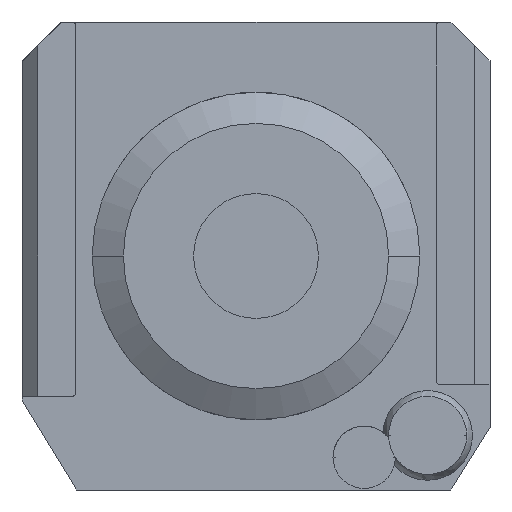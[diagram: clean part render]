
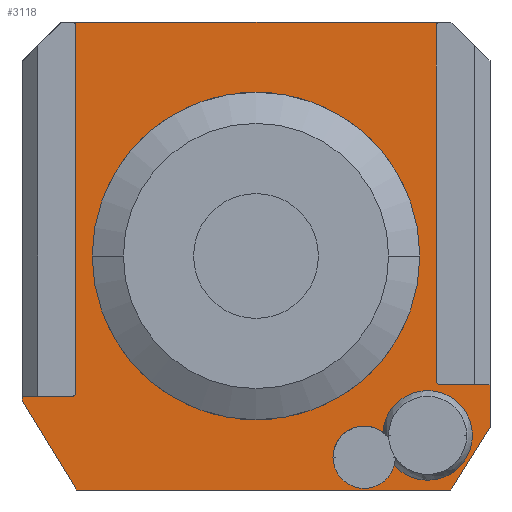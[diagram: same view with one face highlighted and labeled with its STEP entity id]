
A CAD part, left-side view. The second image highlights one B-rep face of the part: STEP entity #3118.
In plain terms, the highlighted planar face has unit normal (-1, 0, 0).
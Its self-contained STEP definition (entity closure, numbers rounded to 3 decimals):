
#59=DIRECTION('',(0.,-1.,0.));
#60=VECTOR('',#59,48.);
#61=CARTESIAN_POINT('',(-65.8,24.,30.));
#62=LINE('',#61,#60);
#207=DIRECTION('',(0.,0.,1.));
#208=VECTOR('',#207,0.5);
#209=CARTESIAN_POINT('',(-65.8,30.,-18.5));
#210=LINE('',#209,#208);
#219=DIRECTION('',(0.,-0.53,0.848));
#220=VECTOR('',#219,9.434);
#221=CARTESIAN_POINT('',(-65.8,-25.,-30.));
#222=LINE('',#221,#220);
#223=DIRECTION('',(0.,1.,0.));
#224=VECTOR('',#223,48.);
#225=CARTESIAN_POINT('',(-65.8,-25.,-30.));
#226=LINE('',#225,#224);
#227=DIRECTION('',(0.,-0.52,-0.854));
#228=VECTOR('',#227,13.463);
#229=CARTESIAN_POINT('',(-65.8,30.,-18.5));
#230=LINE('',#229,#228);
#231=DIRECTION('',(0.,1.,0.));
#232=VECTOR('',#231,6.);
#233=CARTESIAN_POINT('',(-65.8,24.,-18.));
#234=LINE('',#233,#232);
#235=DIRECTION('',(0.,0.,-1.));
#236=VECTOR('',#235,48.);
#237=CARTESIAN_POINT('',(-65.8,24.,30.));
#238=LINE('',#237,#236);
#239=DIRECTION('',(0.,1.,0.));
#240=VECTOR('',#239,6.);
#241=CARTESIAN_POINT('',(-65.8,-30.,-16.5));
#242=LINE('',#241,#240);
#243=CARTESIAN_POINT('',(-65.8,0.,0.));
#244=DIRECTION('',(1.,0.,0.));
#245=DIRECTION('',(0.,1.,0.));
#246=AXIS2_PLACEMENT_3D('',#243,#244,#245);
#248=CARTESIAN_POINT('',(-65.8,0.,0.));
#249=DIRECTION('',(1.,0.,0.));
#250=DIRECTION('',(0.,-1.,0.));
#251=AXIS2_PLACEMENT_3D('',#248,#249,#250);
#253=CARTESIAN_POINT('',(-65.8,-22.,-23.));
#254=DIRECTION('',(1.,0.,0.));
#255=DIRECTION('',(0.,-1.,0.));
#256=AXIS2_PLACEMENT_3D('',#253,#254,#255);
#258=CARTESIAN_POINT('',(-65.8,-22.,-23.));
#259=DIRECTION('',(1.,0.,0.));
#260=DIRECTION('',(0.,1.,0.));
#261=AXIS2_PLACEMENT_3D('',#258,#259,#260);
#263=CARTESIAN_POINT('',(-65.8,-13.869,-25.8));
#264=DIRECTION('',(1.,0.,0.));
#265=DIRECTION('',(0.,-1.,0.));
#266=AXIS2_PLACEMENT_3D('',#263,#264,#265);
#268=CARTESIAN_POINT('',(-65.8,-13.869,-25.8));
#269=DIRECTION('',(1.,0.,0.));
#270=DIRECTION('',(0.,1.,0.));
#271=AXIS2_PLACEMENT_3D('',#268,#269,#270);
#285=DIRECTION('',(0.,0.,1.));
#286=VECTOR('',#285,5.5);
#287=CARTESIAN_POINT('',(-65.8,-30.,-22.));
#288=LINE('',#287,#286);
#1697=DIRECTION('',(0.,0.,-1.));
#1698=VECTOR('',#1697,46.5);
#1699=CARTESIAN_POINT('',(-65.8,-24.,30.));
#1700=LINE('',#1699,#1698);
#2428=CARTESIAN_POINT('',(-65.8,23.,-30.));
#2430=VERTEX_POINT('',#2428);
#2433=CARTESIAN_POINT('',(-65.8,30.,-18.5));
#2434=VERTEX_POINT('',#2433);
#2436=CARTESIAN_POINT('',(-65.8,-30.,-22.));
#2438=VERTEX_POINT('',#2436);
#2441=CARTESIAN_POINT('',(-65.8,-25.,-30.));
#2442=VERTEX_POINT('',#2441);
#2472=CARTESIAN_POINT('',(-65.8,24.,30.));
#2474=VERTEX_POINT('',#2472);
#2475=CARTESIAN_POINT('',(-65.8,-24.,30.));
#2476=VERTEX_POINT('',#2475);
#2480=CARTESIAN_POINT('',(-65.8,24.,-18.));
#2482=VERTEX_POINT('',#2480);
#2483=CARTESIAN_POINT('',(-65.8,-24.,-16.5));
#2485=VERTEX_POINT('',#2483);
#2487=CARTESIAN_POINT('',(-65.8,30.,-18.));
#2488=VERTEX_POINT('',#2487);
#2489=CARTESIAN_POINT('',(-65.8,-30.,-16.5));
#2490=VERTEX_POINT('',#2489);
#2579=CARTESIAN_POINT('',(-65.8,18.1,0.));
#2580=CARTESIAN_POINT('',(-65.8,-18.1,0.));
#2581=VERTEX_POINT('',#2579);
#2582=VERTEX_POINT('',#2580);
#2619=CARTESIAN_POINT('',(-65.8,-27.754,-23.));
#2620=CARTESIAN_POINT('',(-65.8,-16.246,-23.));
#2621=VERTEX_POINT('',#2619);
#2622=VERTEX_POINT('',#2620);
#2647=CARTESIAN_POINT('',(-65.8,-15.869,-25.8));
#2648=CARTESIAN_POINT('',(-65.8,-11.869,-25.8));
#2649=VERTEX_POINT('',#2647);
#2650=VERTEX_POINT('',#2648);
#3077=CARTESIAN_POINT('',(-65.8,24.,30.));
#3078=DIRECTION('',(1.,0.,0.));
#3079=DIRECTION('',(0.,-1.,0.));
#3080=AXIS2_PLACEMENT_3D('',#3077,#3078,#3079);
#3081=PLANE('',#3080);
#3083=ORIENTED_EDGE('',*,*,#3082,.F.);
#3085=ORIENTED_EDGE('',*,*,#3084,.T.);
#3087=ORIENTED_EDGE('',*,*,#3086,.F.);
#3088=ORIENTED_EDGE('',*,*,#3066,.T.);
#3089=ORIENTED_EDGE('',*,*,#3037,.F.);
#3090=ORIENTED_EDGE('',*,*,#3019,.F.);
#3091=ORIENTED_EDGE('',*,*,#2918,.T.);
#3093=ORIENTED_EDGE('',*,*,#3092,.T.);
#3095=ORIENTED_EDGE('',*,*,#3094,.F.);
#3097=ORIENTED_EDGE('',*,*,#3096,.F.);
#3098=EDGE_LOOP('',(#3083,#3085,#3087,#3088,#3089,#3090,#3091,#3093,#3095,
#3097));
#3099=FACE_OUTER_BOUND('',#3098,.F.);
#3101=ORIENTED_EDGE('',*,*,#3100,.F.);
#3103=ORIENTED_EDGE('',*,*,#3102,.F.);
#3104=EDGE_LOOP('',(#3101,#3103));
#3105=FACE_BOUND('',#3104,.F.);
#3107=ORIENTED_EDGE('',*,*,#3106,.F.);
#3109=ORIENTED_EDGE('',*,*,#3108,.F.);
#3110=EDGE_LOOP('',(#3107,#3109));
#3111=FACE_BOUND('',#3110,.F.);
#3113=ORIENTED_EDGE('',*,*,#3112,.F.);
#3115=ORIENTED_EDGE('',*,*,#3114,.F.);
#3116=EDGE_LOOP('',(#3113,#3115));
#3117=FACE_BOUND('',#3116,.F.);
#3118=ADVANCED_FACE('',(#3099,#3105,#3111,#3117),#3081,.F.);
#247=CIRCLE('',#246,18.1);
#252=CIRCLE('',#251,18.1);
#257=CIRCLE('',#256,5.754);
#262=CIRCLE('',#261,5.754);
#267=CIRCLE('',#266,2.);
#272=CIRCLE('',#271,2.);
#2918=EDGE_CURVE('',#2474,#2476,#62,.T.);
#3019=EDGE_CURVE('',#2474,#2482,#238,.T.);
#3037=EDGE_CURVE('',#2482,#2488,#234,.T.);
#3066=EDGE_CURVE('',#2434,#2488,#210,.T.);
#3082=EDGE_CURVE('',#2442,#2438,#222,.T.);
#3084=EDGE_CURVE('',#2442,#2430,#226,.T.);
#3086=EDGE_CURVE('',#2434,#2430,#230,.T.);
#3092=EDGE_CURVE('',#2476,#2485,#1700,.T.);
#3094=EDGE_CURVE('',#2490,#2485,#242,.T.);
#3096=EDGE_CURVE('',#2438,#2490,#288,.T.);
#3100=EDGE_CURVE('',#2581,#2582,#247,.T.);
#3102=EDGE_CURVE('',#2582,#2581,#252,.T.);
#3106=EDGE_CURVE('',#2621,#2622,#257,.T.);
#3108=EDGE_CURVE('',#2622,#2621,#262,.T.);
#3112=EDGE_CURVE('',#2649,#2650,#267,.T.);
#3114=EDGE_CURVE('',#2650,#2649,#272,.T.);
